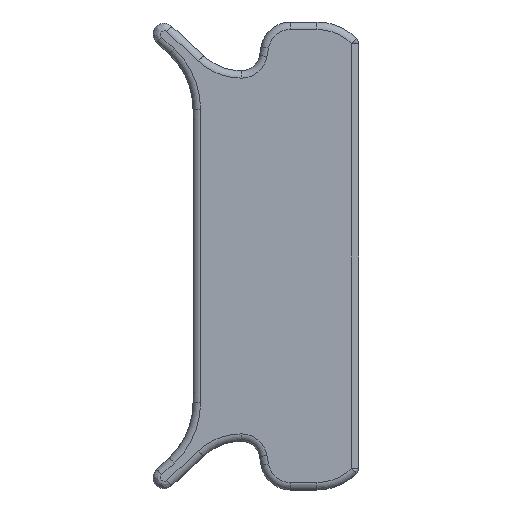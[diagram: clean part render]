
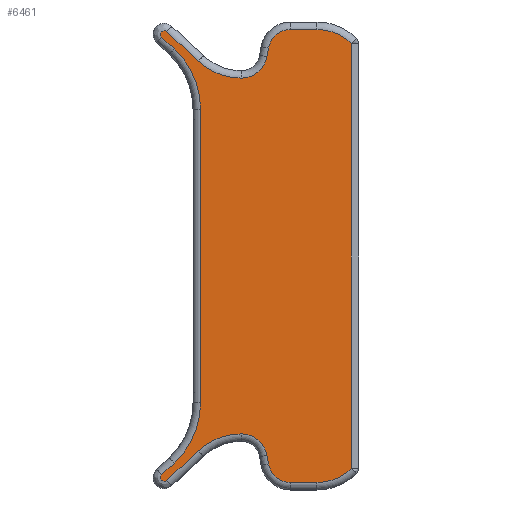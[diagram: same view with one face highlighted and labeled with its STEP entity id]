
A CAD part, left-side view. The second image highlights one B-rep face of the part: STEP entity #6461.
In plain terms, the highlighted planar face has unit normal (-1, 0, 0).
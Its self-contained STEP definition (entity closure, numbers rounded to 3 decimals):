
#486=CIRCLE('',#7156,2.6);
#487=CIRCLE('',#7157,1.2);
#488=CIRCLE('',#7158,1.4);
#489=CIRCLE('',#7159,3.4);
#490=CIRCLE('',#7160,0.2);
#491=CIRCLE('',#7161,4.4);
#492=CIRCLE('',#7162,4.4);
#493=CIRCLE('',#7163,0.2);
#494=CIRCLE('',#7164,3.4);
#495=CIRCLE('',#7165,1.4);
#496=CIRCLE('',#7166,1.2);
#497=CIRCLE('',#7167,2.6);
#1115=FACE_OUTER_BOUND('',#1547,.T.);
#1547=EDGE_LOOP('',(#5321,#5322,#5323,#5324,#5325,#5326,#5327,#5328,#5329,
#5330,#5331,#5332,#5333,#5334,#5335,#5336,#5337,#5338,#5339,#5340,#5341,
#5342,#5343,#5344));
#2129=LINE('',#13327,#2543);
#2130=LINE('',#13329,#2544);
#2131=LINE('',#13331,#2545);
#2132=LINE('',#13335,#2546);
#2133=LINE('',#13339,#2547);
#2134=LINE('',#13345,#2548);
#2135=LINE('',#13349,#2549);
#2136=LINE('',#13353,#2550);
#2137=LINE('',#13357,#2551);
#2138=LINE('',#13361,#2552);
#2139=LINE('',#13367,#2553);
#2140=LINE('',#13371,#2554);
#2543=VECTOR('',#8816,0.006);
#2544=VECTOR('',#8817,22.669);
#2545=VECTOR('',#8818,0.006);
#2546=VECTOR('',#8821,1.409);
#2547=VECTOR('',#8824,0.458);
#2548=VECTOR('',#8829,2.3);
#2549=VECTOR('',#8832,0.921);
#2550=VECTOR('',#8835,15.687);
#2551=VECTOR('',#8838,0.921);
#2552=VECTOR('',#8841,2.3);
#2553=VECTOR('',#8846,0.458);
#2554=VECTOR('',#8849,1.409);
#3045=VERTEX_POINT('',#13325);
#3046=VERTEX_POINT('',#13326);
#3047=VERTEX_POINT('',#13328);
#3048=VERTEX_POINT('',#13330);
#3049=VERTEX_POINT('',#13332);
#3050=VERTEX_POINT('',#13334);
#3051=VERTEX_POINT('',#13336);
#3052=VERTEX_POINT('',#13338);
#3053=VERTEX_POINT('',#13340);
#3054=VERTEX_POINT('',#13342);
#3055=VERTEX_POINT('',#13344);
#3056=VERTEX_POINT('',#13346);
#3057=VERTEX_POINT('',#13348);
#3058=VERTEX_POINT('',#13350);
#3059=VERTEX_POINT('',#13352);
#3060=VERTEX_POINT('',#13354);
#3061=VERTEX_POINT('',#13356);
#3062=VERTEX_POINT('',#13358);
#3063=VERTEX_POINT('',#13360);
#3064=VERTEX_POINT('',#13362);
#3065=VERTEX_POINT('',#13364);
#3066=VERTEX_POINT('',#13366);
#3067=VERTEX_POINT('',#13368);
#3068=VERTEX_POINT('',#13370);
#3848=EDGE_CURVE('',#3045,#3046,#2129,.F.);
#3849=EDGE_CURVE('',#3046,#3047,#2130,.T.);
#3850=EDGE_CURVE('',#3047,#3048,#2131,.T.);
#3851=EDGE_CURVE('',#3048,#3049,#486,.F.);
#3852=EDGE_CURVE('',#3049,#3050,#2132,.F.);
#3853=EDGE_CURVE('',#3050,#3051,#487,.F.);
#3854=EDGE_CURVE('',#3051,#3052,#2133,.F.);
#3855=EDGE_CURVE('',#3052,#3053,#488,.T.);
#3856=EDGE_CURVE('',#3053,#3054,#489,.T.);
#3857=EDGE_CURVE('',#3054,#3055,#2134,.F.);
#3858=EDGE_CURVE('',#3055,#3056,#490,.F.);
#3859=EDGE_CURVE('',#3056,#3057,#2135,.F.);
#3860=EDGE_CURVE('',#3057,#3058,#491,.T.);
#3861=EDGE_CURVE('',#3058,#3059,#2136,.F.);
#3862=EDGE_CURVE('',#3059,#3060,#492,.T.);
#3863=EDGE_CURVE('',#3060,#3061,#2137,.T.);
#3864=EDGE_CURVE('',#3061,#3062,#493,.F.);
#3865=EDGE_CURVE('',#3062,#3063,#2138,.T.);
#3866=EDGE_CURVE('',#3063,#3064,#494,.T.);
#3867=EDGE_CURVE('',#3064,#3065,#495,.T.);
#3868=EDGE_CURVE('',#3065,#3066,#2139,.T.);
#3869=EDGE_CURVE('',#3066,#3067,#496,.F.);
#3870=EDGE_CURVE('',#3067,#3068,#2140,.T.);
#3871=EDGE_CURVE('',#3068,#3045,#497,.F.);
#5321=ORIENTED_EDGE('',*,*,#3848,.T.);
#5322=ORIENTED_EDGE('',*,*,#3849,.T.);
#5323=ORIENTED_EDGE('',*,*,#3850,.T.);
#5324=ORIENTED_EDGE('',*,*,#3851,.T.);
#5325=ORIENTED_EDGE('',*,*,#3852,.T.);
#5326=ORIENTED_EDGE('',*,*,#3853,.T.);
#5327=ORIENTED_EDGE('',*,*,#3854,.T.);
#5328=ORIENTED_EDGE('',*,*,#3855,.T.);
#5329=ORIENTED_EDGE('',*,*,#3856,.T.);
#5330=ORIENTED_EDGE('',*,*,#3857,.T.);
#5331=ORIENTED_EDGE('',*,*,#3858,.T.);
#5332=ORIENTED_EDGE('',*,*,#3859,.T.);
#5333=ORIENTED_EDGE('',*,*,#3860,.T.);
#5334=ORIENTED_EDGE('',*,*,#3861,.T.);
#5335=ORIENTED_EDGE('',*,*,#3862,.T.);
#5336=ORIENTED_EDGE('',*,*,#3863,.T.);
#5337=ORIENTED_EDGE('',*,*,#3864,.T.);
#5338=ORIENTED_EDGE('',*,*,#3865,.T.);
#5339=ORIENTED_EDGE('',*,*,#3866,.T.);
#5340=ORIENTED_EDGE('',*,*,#3867,.T.);
#5341=ORIENTED_EDGE('',*,*,#3868,.T.);
#5342=ORIENTED_EDGE('',*,*,#3869,.T.);
#5343=ORIENTED_EDGE('',*,*,#3870,.T.);
#5344=ORIENTED_EDGE('',*,*,#3871,.T.);
#6190=PLANE('',#7155);
#6461=ADVANCED_FACE('',(#1115),#6190,.F.);
#7155=AXIS2_PLACEMENT_3D('',#13324,#8814,#8815);
#7156=AXIS2_PLACEMENT_3D('',#13333,#8819,#8820);
#7157=AXIS2_PLACEMENT_3D('',#13337,#8822,#8823);
#7158=AXIS2_PLACEMENT_3D('',#13341,#8825,#8826);
#7159=AXIS2_PLACEMENT_3D('',#13343,#8827,#8828);
#7160=AXIS2_PLACEMENT_3D('',#13347,#8830,#8831);
#7161=AXIS2_PLACEMENT_3D('',#13351,#8833,#8834);
#7162=AXIS2_PLACEMENT_3D('',#13355,#8836,#8837);
#7163=AXIS2_PLACEMENT_3D('',#13359,#8839,#8840);
#7164=AXIS2_PLACEMENT_3D('',#13363,#8842,#8843);
#7165=AXIS2_PLACEMENT_3D('',#13365,#8844,#8845);
#7166=AXIS2_PLACEMENT_3D('',#13369,#8847,#8848);
#7167=AXIS2_PLACEMENT_3D('',#13372,#8850,#8851);
#8814=DIRECTION('center_axis',(1.,0.,0.));
#8815=DIRECTION('ref_axis',(0.,0.,-1.));
#8816=DIRECTION('',(0.,0.707,-0.707));
#8817=DIRECTION('',(0.,0.,1.));
#8818=DIRECTION('',(0.,0.707,0.707));
#8819=DIRECTION('center_axis',(1.,0.,0.));
#8820=DIRECTION('ref_axis',(0.,0.,-1.));
#8821=DIRECTION('',(0.,-1.,0.));
#8822=DIRECTION('center_axis',(1.,0.,0.));
#8823=DIRECTION('ref_axis',(0.,0.,-1.));
#8824=DIRECTION('',(0.,-0.174,0.985));
#8825=DIRECTION('center_axis',(1.,0.,0.));
#8826=DIRECTION('ref_axis',(0.,0.,-1.));
#8827=DIRECTION('center_axis',(1.,0.,0.));
#8828=DIRECTION('ref_axis',(0.,0.,-1.));
#8829=DIRECTION('',(0.,-0.731,-0.682));
#8830=DIRECTION('center_axis',(1.,0.,0.));
#8831=DIRECTION('ref_axis',(0.,0.,-1.));
#8832=DIRECTION('',(0.,0.731,0.682));
#8833=DIRECTION('center_axis',(1.,0.,0.));
#8834=DIRECTION('ref_axis',(0.,0.,-1.));
#8835=DIRECTION('',(0.,0.,1.));
#8836=DIRECTION('center_axis',(1.,0.,0.));
#8837=DIRECTION('ref_axis',(0.,0.,-1.));
#8838=DIRECTION('',(0.,0.731,-0.682));
#8839=DIRECTION('center_axis',(1.,0.,0.));
#8840=DIRECTION('ref_axis',(0.,0.,-1.));
#8841=DIRECTION('',(0.,-0.731,0.682));
#8842=DIRECTION('center_axis',(1.,0.,0.));
#8843=DIRECTION('ref_axis',(0.,0.,-1.));
#8844=DIRECTION('center_axis',(1.,0.,0.));
#8845=DIRECTION('ref_axis',(0.,0.,-1.));
#8846=DIRECTION('',(0.,-0.174,-0.985));
#8847=DIRECTION('center_axis',(1.,0.,0.));
#8848=DIRECTION('ref_axis',(0.,0.,-1.));
#8849=DIRECTION('',(0.,-1.,0.));
#8850=DIRECTION('center_axis',(1.,0.,0.));
#8851=DIRECTION('ref_axis',(0.,0.,-1.));
#13324=CARTESIAN_POINT('Origin',(-6.375,-9.25,-221.999));
#13325=CARTESIAN_POINT('',(-6.375,-19.846,-187.463));
#13326=CARTESIAN_POINT('',(-6.375,-19.85,-187.459));
#13327=CARTESIAN_POINT('',(-6.375,-19.85,-187.459));
#13328=CARTESIAN_POINT('',(-6.375,-19.85,-164.791));
#13329=CARTESIAN_POINT('',(-6.375,-19.85,-187.459));
#13330=CARTESIAN_POINT('',(-6.375,-19.846,-164.787));
#13331=CARTESIAN_POINT('',(-6.375,-19.85,-164.791));
#13332=CARTESIAN_POINT('',(-6.375,-18.007,-164.025));
#13333=CARTESIAN_POINT('Origin',(-6.375,-18.007,-166.625));
#13334=CARTESIAN_POINT('',(-6.375,-16.598,-164.025));
#13335=CARTESIAN_POINT('',(-6.375,-16.598,-164.025));
#13336=CARTESIAN_POINT('',(-6.375,-15.416,-165.017));
#13337=CARTESIAN_POINT('Origin',(-6.375,-16.598,-165.225));
#13338=CARTESIAN_POINT('',(-6.375,-15.337,-165.468));
#13339=CARTESIAN_POINT('',(-6.375,-15.337,-165.468));
#13340=CARTESIAN_POINT('',(-6.375,-13.956,-166.625));
#13341=CARTESIAN_POINT('Origin',(-6.375,-13.958,-165.225));
#13342=CARTESIAN_POINT('',(-6.375,-11.669,-165.712));
#13343=CARTESIAN_POINT('Origin',(-6.375,-13.987,-163.225));
#13344=CARTESIAN_POINT('',(-6.375,-9.986,-164.143));
#13345=CARTESIAN_POINT('',(-6.375,-9.986,-164.143));
#13346=CARTESIAN_POINT('',(-6.375,-9.714,-164.436));
#13347=CARTESIAN_POINT('Origin',(-6.375,-9.85,-164.289));
#13348=CARTESIAN_POINT('',(-6.375,-10.387,-165.064));
#13349=CARTESIAN_POINT('',(-6.375,-10.387,-165.064));
#13350=CARTESIAN_POINT('',(-6.375,-11.786,-168.281));
#13351=CARTESIAN_POINT('Origin',(-6.375,-7.386,-168.281));
#13352=CARTESIAN_POINT('',(-6.375,-11.786,-183.969));
#13353=CARTESIAN_POINT('',(-6.375,-11.786,-183.969));
#13354=CARTESIAN_POINT('',(-6.375,-10.387,-187.186));
#13355=CARTESIAN_POINT('Origin',(-6.375,-7.386,-183.969));
#13356=CARTESIAN_POINT('',(-6.375,-9.714,-187.814));
#13357=CARTESIAN_POINT('',(-6.375,-10.387,-187.186));
#13358=CARTESIAN_POINT('',(-6.375,-9.986,-188.107));
#13359=CARTESIAN_POINT('Origin',(-6.375,-9.85,-187.961));
#13360=CARTESIAN_POINT('',(-6.375,-11.669,-186.538));
#13361=CARTESIAN_POINT('',(-6.375,-9.986,-188.107));
#13362=CARTESIAN_POINT('',(-6.375,-13.956,-185.625));
#13363=CARTESIAN_POINT('Origin',(-6.375,-13.987,-189.025));
#13364=CARTESIAN_POINT('',(-6.375,-15.337,-186.782));
#13365=CARTESIAN_POINT('Origin',(-6.375,-13.958,-187.025));
#13366=CARTESIAN_POINT('',(-6.375,-15.416,-187.233));
#13367=CARTESIAN_POINT('',(-6.375,-15.337,-186.782));
#13368=CARTESIAN_POINT('',(-6.375,-16.598,-188.225));
#13369=CARTESIAN_POINT('Origin',(-6.375,-16.598,-187.025));
#13370=CARTESIAN_POINT('',(-6.375,-18.007,-188.225));
#13371=CARTESIAN_POINT('',(-6.375,-16.598,-188.225));
#13372=CARTESIAN_POINT('Origin',(-6.375,-18.007,-185.625));
